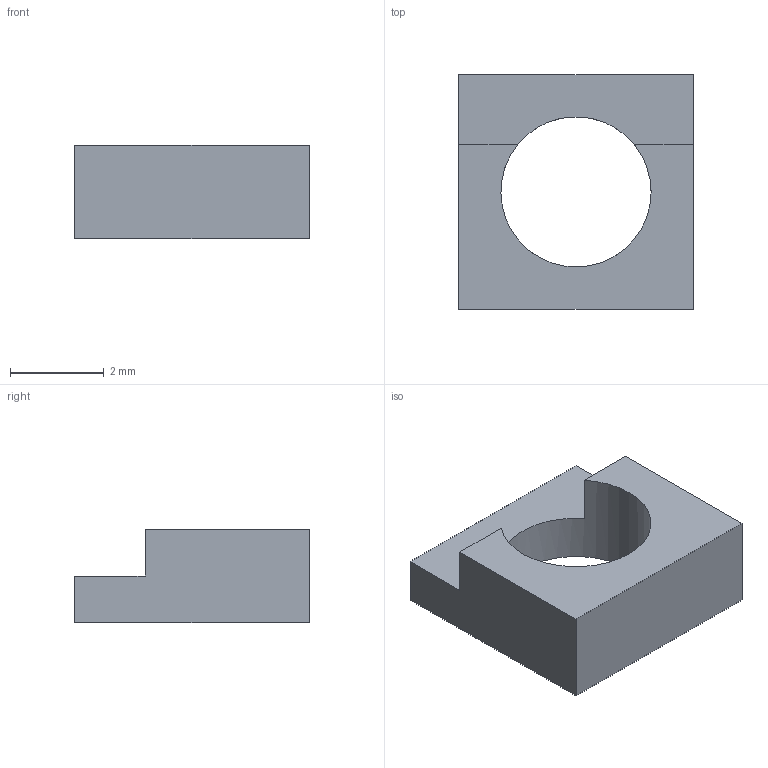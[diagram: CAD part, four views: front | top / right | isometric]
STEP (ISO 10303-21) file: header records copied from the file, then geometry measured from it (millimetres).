
FILE_DESCRIPTION(/* description */ (''),/* implementation_level */ '2;1');
FILE_NAME(/* name */ 'McH - MPU Capacitor Spacer.step',/* time_stamp */ '2017-10-23T19:14:51-04:00',/* author */ 'David Madison',/* organization */ (''),/* preprocessor_version */ 'ST-DEVELOPER v16.13',/* originating_system */ 'Autodesk Translation Framework v6.1.1.50',/* authorisation */ '');
FILE_SCHEMA (('AUTOMOTIVE_DESIGN { 1 0 10303 214 3 1 1 }'));
Length unit declared in the file: millimetre
Products named in the file (1): McH - MPU Capacitor Spacer
Bounding box: 5 x 5 x 2 mm (x, y, z)
Volume: 27.5 mm3; surface area: 85.7 mm2
Topology: 1 solids, 1 shells, 10 faces, 27 edges, 18 vertices
Faces by surface type: plane 9, cylinder 1
Full cylindrical faces by diameter (mm): 3.2 x1
Entity records: 333 total; most frequent: CARTESIAN_POINT 53, ORIENTED_EDGE 50, DIRECTION 50, EDGE_CURVE 25, LINE 22, VECTOR 22, VERTEX_POINT 17, AXIS2_PLACEMENT_3D 14
